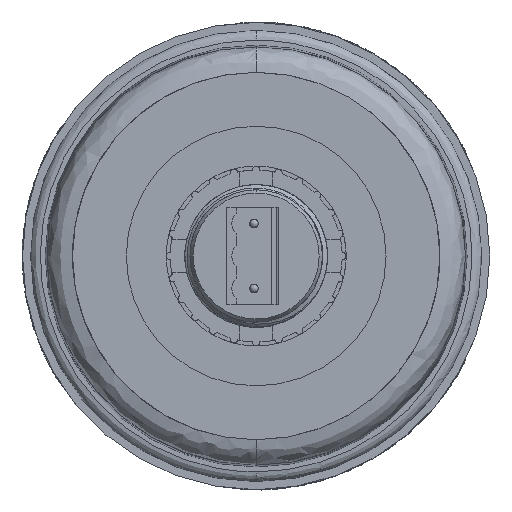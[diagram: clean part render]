
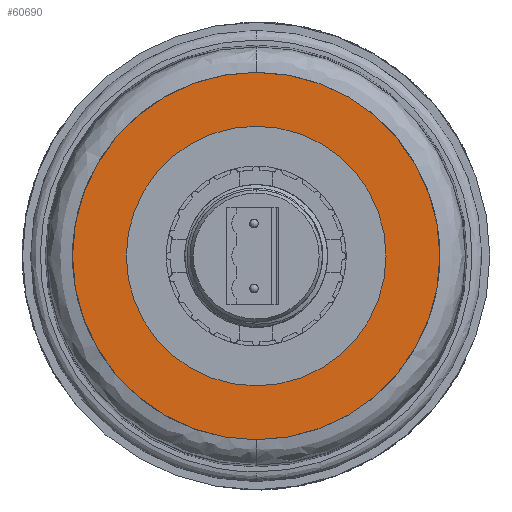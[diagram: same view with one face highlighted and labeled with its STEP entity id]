
A CAD part, left-side view. The second image highlights one B-rep face of the part: STEP entity #60690.
In plain terms, the highlighted planar face has unit normal (-1, 0, 0).
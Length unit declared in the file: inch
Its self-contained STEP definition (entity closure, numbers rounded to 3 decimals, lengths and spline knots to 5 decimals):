
#334 = DIRECTION ( 'NONE',  ( 0., 0., -1. ) ) ;
#1438 = CIRCLE ( 'NONE', #58812, 0.7874 ) ;
#1809 = ORIENTED_EDGE ( 'NONE', *, *, #22688, .F. ) ;
#2614 = CARTESIAN_POINT ( 'NONE',  ( 0., 0., 0. ) ) ;
#5503 = VERTEX_POINT ( 'NONE', #29236 ) ;
#7289 = EDGE_CURVE ( 'NONE', #5503, #29337, #57645, .T. ) ;
#7771 = CARTESIAN_POINT ( 'NONE',  ( 0., 0., -1.11417 ) ) ;
#7805 = CARTESIAN_POINT ( 'NONE',  ( 0., 0., 0. ) ) ;
#8162 = DIRECTION ( 'NONE',  ( 1., 0., 0. ) ) ;
#10032 = EDGE_LOOP ( 'NONE', ( #1809, #21074 ) ) ;
#13303 = CARTESIAN_POINT ( 'NONE',  ( 0., 0., 0.7874 ) ) ;
#16962 = FACE_OUTER_BOUND ( 'NONE', #10032, .T. ) ;
#17260 = DIRECTION ( 'NONE',  ( 1., 0., 0. ) ) ;
#17808 = FACE_BOUND ( 'NONE', #59215, .T. ) ;
#19574 = DIRECTION ( 'NONE',  ( -1., 0., 0. ) ) ;
#21074 = ORIENTED_EDGE ( 'NONE', *, *, #7289, .F. ) ;
#22210 = AXIS2_PLACEMENT_3D ( 'NONE', #7805, #57884, #41710 ) ;
#22688 = EDGE_CURVE ( 'NONE', #29337, #5503, #49070, .T. ) ;
#29236 = CARTESIAN_POINT ( 'NONE',  ( 0., 0., 1.11417 ) ) ;
#29337 = VERTEX_POINT ( 'NONE', #7771 ) ;
#30099 = DIRECTION ( 'NONE',  ( 0., 0., -1. ) ) ;
#30134 = DIRECTION ( 'NONE',  ( 1., 0., 0. ) ) ;
#30376 = CARTESIAN_POINT ( 'NONE',  ( 0., 0., 0. ) ) ;
#30378 = CIRCLE ( 'NONE', #50916, 0.7874 ) ;
#33904 = VERTEX_POINT ( 'NONE', #13303 ) ;
#37072 = ORIENTED_EDGE ( 'NONE', *, *, #58363, .T. ) ;
#39559 = AXIS2_PLACEMENT_3D ( 'NONE', #41667, #19574, #41914 ) ;
#41667 = CARTESIAN_POINT ( 'NONE',  ( 0., 0.63682, 0. ) ) ;
#41710 = DIRECTION ( 'NONE',  ( 0., 0., -1. ) ) ;
#41742 = VERTEX_POINT ( 'NONE', #56802 ) ;
#41914 = DIRECTION ( 'NONE',  ( 0., 0., 1. ) ) ;
#47748 = EDGE_CURVE ( 'NONE', #33904, #41742, #1438, .T. ) ;
#49070 = CIRCLE ( 'NONE', #59989, 1.11417 ) ;
#50916 = AXIS2_PLACEMENT_3D ( 'NONE', #2614, #8162, #30099 ) ;
#52906 = ORIENTED_EDGE ( 'NONE', *, *, #47748, .T. ) ;
#56802 = CARTESIAN_POINT ( 'NONE',  ( 0., 0., -0.7874 ) ) ;
#57645 = CIRCLE ( 'NONE', #22210, 1.11417 ) ;
#57884 = DIRECTION ( 'NONE',  ( 1., 0., 0. ) ) ;
#58363 = EDGE_CURVE ( 'NONE', #41742, #33904, #30378, .T. ) ;
#58812 = AXIS2_PLACEMENT_3D ( 'NONE', #66812, #17260, #334 ) ;
#59215 = EDGE_LOOP ( 'NONE', ( #37072, #52906 ) ) ;
#59989 = AXIS2_PLACEMENT_3D ( 'NONE', #30376, #30134, #68896 ) ;
#60690 = ADVANCED_FACE ( 'NONE', ( #17808, #16962 ), #62219, .T. ) ;
#62219 = PLANE ( 'NONE',  #39559 ) ;
#66812 = CARTESIAN_POINT ( 'NONE',  ( 0., 0., 0. ) ) ;
#68896 = DIRECTION ( 'NONE',  ( 0., 0., -1. ) ) ;
